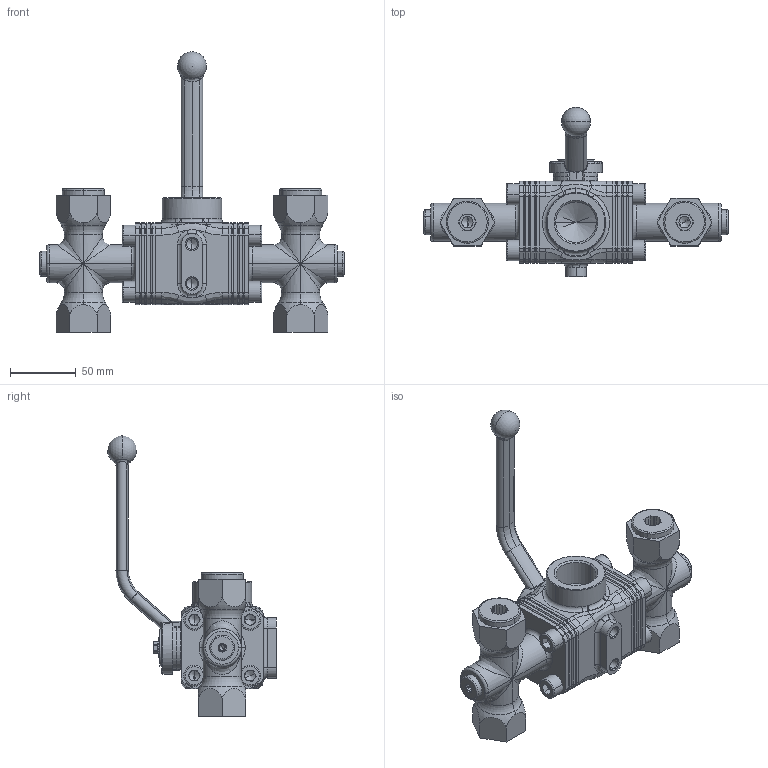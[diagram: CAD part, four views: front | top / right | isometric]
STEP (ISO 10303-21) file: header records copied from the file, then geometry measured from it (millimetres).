
FILE_DESCRIPTION (( 'STEP AP214' ), '1' );
FILE_NAME ('2700B01GFA0120FF2520M4541 Dummy.STEP', '2016-02-17T11:53:12', ( '' ), ( '' ), 'SwSTEP 2.0', 'SolidWorks 2014', '' );
FILE_SCHEMA (( 'AUTOMOTIVE_DESIGN' ));
Length unit declared in the file: millimetre
Products named in the file (3): 2700B01GFA0115FF2015M4541-Hebel; 2700B01GFA0120FF2520M4541-Basis; 2700B01GFA0120FF2520M4541 Dummy
Assembly tree (2 placements, depth 2):
  2700B01GFA0120FF2520M4541 Dummy
    2700B01GFA0120FF2520M4541-Basis
    2700B01GFA0115FF2015M4541-Hebel
Bounding box: 231 x 128.2 x 213 mm (x, y, z)
Volume: 569065 mm3; surface area: 144578.4 mm2
Topology: 22 solids, 22 shells, 1484 faces, 3560 edges, 2146 vertices
Faces by surface type: plane 587, cylinder 349, bspline 243, torus 177, cone 126, sphere 2
Entity records: 73479 total; most frequent: CARTESIAN_POINT 23750, ORIENTED_EDGE 6972, DIRECTION 6665, EDGE_CURVE 3486, AXIS2_PLACEMENT_3D 2438, VERTEX_POINT 2142, VECTOR 1789, LINE 1789
